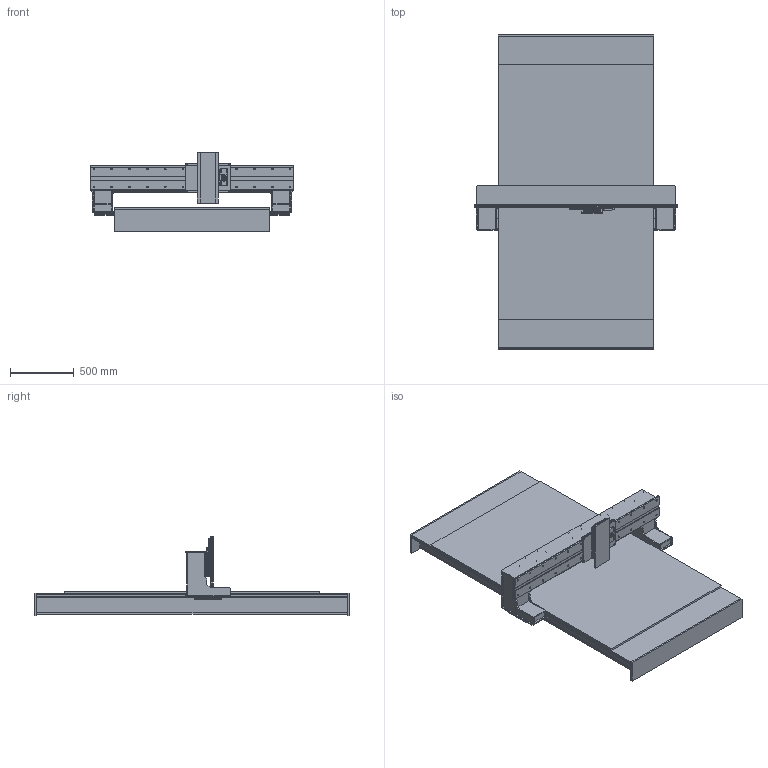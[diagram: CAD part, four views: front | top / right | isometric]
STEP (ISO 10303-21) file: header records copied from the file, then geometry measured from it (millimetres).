
FILE_DESCRIPTION(/* description */ (''),/* implementation_level */ '2;1');
FILE_NAME(/* name */ 'HUMPHR~1',/* time_stamp */ '2018-01-11T12:54:18+01:00',/* author */ (''),/* organization */ (''),/* preprocessor_version */ 'ST-DEVELOPER v15',/* originating_system */ '',/* authorisation */ '');
FILE_SCHEMA (('AUTOMOTIVE_DESIGN'));
Length unit declared in the file: millimetre
Products named in the file (1): Document
Bounding box: 1600 x 2464 x 626.05 mm (x, y, z)
Volume: 165843575.8 mm3; surface area: 29813276.9 mm2
Topology: 72 solids, 72 shells, 1137 faces, 2832 edges, 1888 vertices
Faces by surface type: plane 590, bspline 547
Entity records: 45710 total; most frequent: CARTESIAN_POINT 27990, ORIENTED_EDGE 5664, EDGE_CURVE 2832, VERTEX_POINT 1888, EDGE_LOOP 1520, B_SPLINE_CURVE_WITH_KNOTS 1157, ADVANCED_FACE 1137, FACE_OUTER_BOUND 1137
